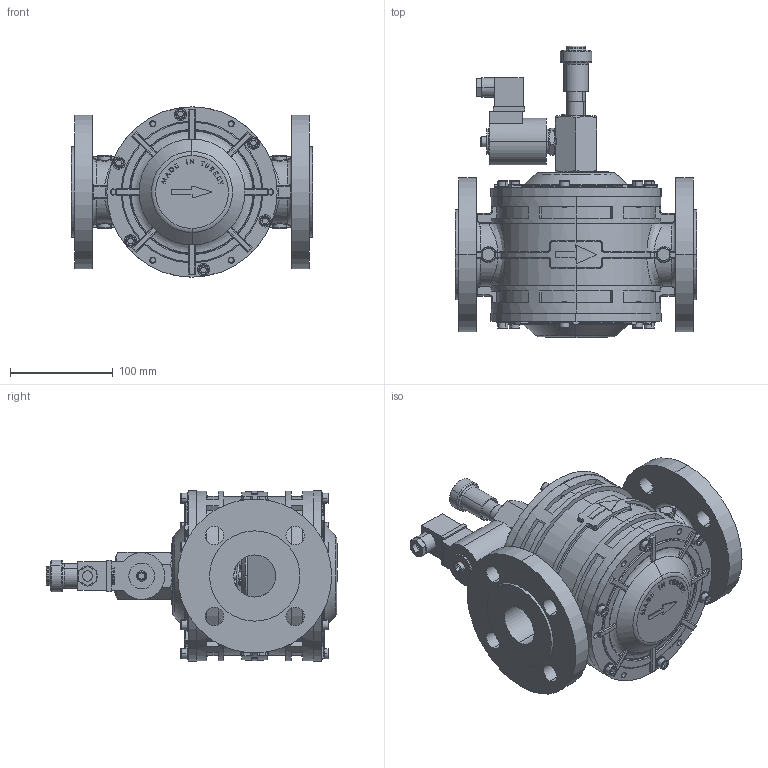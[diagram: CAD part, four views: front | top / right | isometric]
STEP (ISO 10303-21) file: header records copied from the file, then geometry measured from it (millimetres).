
FILE_DESCRIPTION (( 'STEP AP203' ), '1' );
FILE_NAME ('SV40.STEP', '2022-12-01T14:53:57', ( '' ), ( '' ), 'SwSTEP 2.0', 'SolidWorks 2018', '' );
FILE_SCHEMA (( 'CONFIG_CONTROL_DESIGN' ));
Length unit declared in the file: millimetre
Products named in the file (32): 2.14.0021; SV40; 2.14.0034; 2.14.0022; 2.14.0002; 2.14.0085; 2.14.0028; 2.14.0051; 2.14.0023; 2.14.0024; 2.14.0040; 2.14.0036; 2.14.0030; 2.14.0039; 2.14.0029; 2.14.0031; 2.14.0046; 2.14.0026; 2.14.0003; 2.14.0006; 2.13.0025; 2.14.0033; 2.14.0037; 2.14.0032; 2.14.0044; 2.14.0027; 2.14.0035_assembly mode; 2.14.0020; 2.14.0038; 2.14.0041; 2.13.0079; 2.14.0042
Assembly tree (56 placements, depth 2):
  SV40
    2.13.0025  x12
    2.13.0079
    2.14.0002
    2.14.0003  x2
    2.14.0006
    2.14.0021
    2.14.0022
    2.14.0023
    2.14.0020
    2.14.0024
    2.14.0026  x2
    2.14.0027
    2.14.0028
    2.14.0029
    2.14.0030
    2.14.0031
    2.14.0032
    2.14.0033  x2
    2.14.0034
    2.14.0035_assembly mode
    2.14.0036
    2.14.0037
    2.14.0038
    2.14.0039
    2.14.0040
    2.14.0041
    2.14.0042
    2.14.0044
    2.14.0046
    2.14.0051
    2.14.0085  x12
Bounding box: 235 x 284.28 x 166 mm (x, y, z)
Volume: 2158408.9 mm3; surface area: 514044.1 mm2
Topology: 57 solids, 57 shells, 2199 faces, 5256 edges, 3287 vertices
Faces by surface type: plane 997, cylinder 666, torus 228, bspline 175, cone 122, sphere 11
Entity records: 79771 total; most frequent: CARTESIAN_POINT 33712, ORIENTED_EDGE 8838, DIRECTION 8570, EDGE_CURVE 4419, AXIS2_PLACEMENT_3D 3198, VERTEX_POINT 2793, VECTOR 2174, LINE 2174
